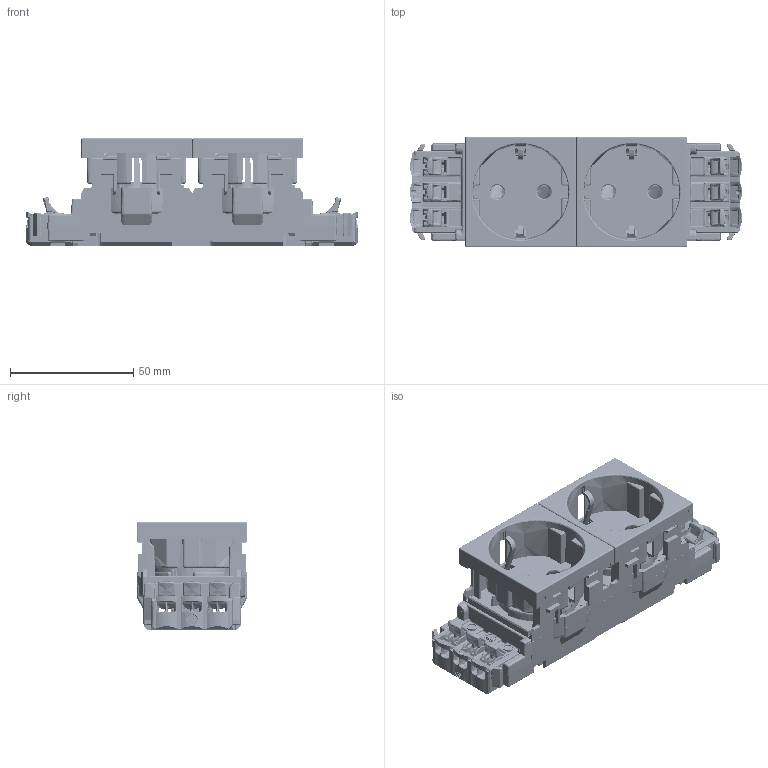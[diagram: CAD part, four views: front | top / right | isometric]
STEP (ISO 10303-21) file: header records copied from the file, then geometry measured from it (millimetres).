
FILE_DESCRIPTION(('CATIA V5 STEP Exchange','CAx-IF Rec.Pracs.--- Model Styling and Organization---1.5--- 2016-08-15','CAx-IF Rec.Pracs.---Supplemental Geometry---1.0---2011-11-01','CAx-IF Rec.Pracs.--- Composite Materials ---1.1---2010-07-15'),'2;1');
FILE_NAME('077562 _AllCATPart.stp','2025-03-13T08:29:51+00:00',('none'),('none'),'CATIA Version 5-6 Release 2020 SP3','CATIA V5 STEP AP214 v2','none');
FILE_SCHEMA(('AUTOMOTIVE_DESIGN { 1 0 10303 214 1 1 1 1 }'));
Products named in the file (1): 077562 _AllCATPart
Bounding box: 134.9 x 45.04 x 43.85 mm (x, y, z)
Volume: 47605.6 mm3; surface area: 84393.6 mm2
Topology: 17 solids, 17 shells, 9461 faces, 25337 edges, 15865 vertices
Faces by surface type: bspline 4699, plane 4518, cylinder 172, sphere 36, torus 24, cone 12
Entity records: 425714 total; most frequent: CARTESIAN_POINT 240266, ORIENTED_EDGE 50424, EDGE_CURVE 25212, DIRECTION 21725, VERTEX_POINT 15865, VECTOR 12133, LINE 12133, EDGE_LOOP 9681
